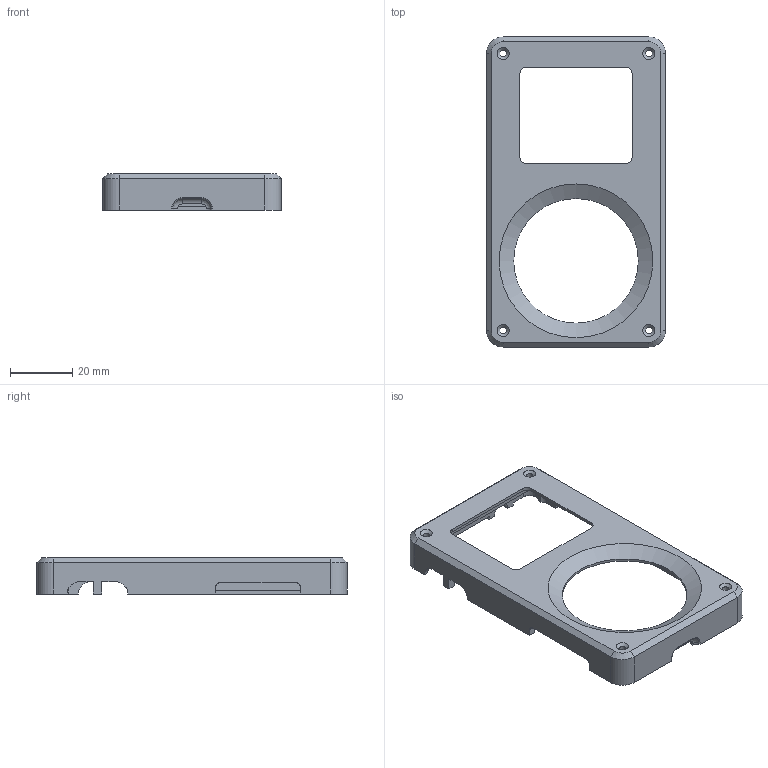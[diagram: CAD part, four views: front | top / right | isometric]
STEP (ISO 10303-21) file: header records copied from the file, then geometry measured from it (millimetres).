
FILE_DESCRIPTION(('FreeCAD Model'),'2;1');
FILE_NAME('Open CASCADE Shape Model','2024-05-11T03:29:04',(''),(''), 'Open CASCADE STEP processor 7.6','FreeCAD','Unknown');
FILE_SCHEMA(('AUTOMOTIVE_DESIGN { 1 0 10303 214 1 1 1 1 }'));
Length unit declared in the file: millimetre
Products named in the file (1): Face
Bounding box: 57.4 x 99.55 x 11.6 mm (x, y, z)
Volume: 14864.1 mm3; surface area: 12649.1 mm2
Topology: 1 solids, 1 shells, 164 faces, 452 edges, 291 vertices
Faces by surface type: plane 79, cylinder 66, cone 14, torus 3, revolution 2
Full cylindrical faces by diameter (mm): 2.2 x4, 40 x1
Entity records: 11433 total; most frequent: CARTESIAN_POINT 2340, DIRECTION 1752, LINE 1065, VECTOR 1065, ORIENTED_EDGE 904, PCURVE 904, DEFINITIONAL_REPRESENTATION 904, EDGE_CURVE 452
